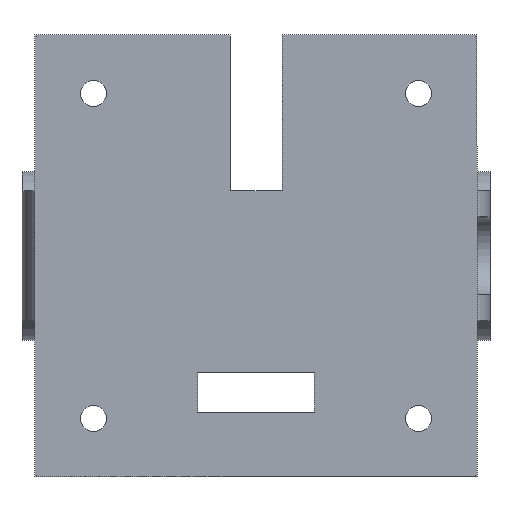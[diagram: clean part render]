
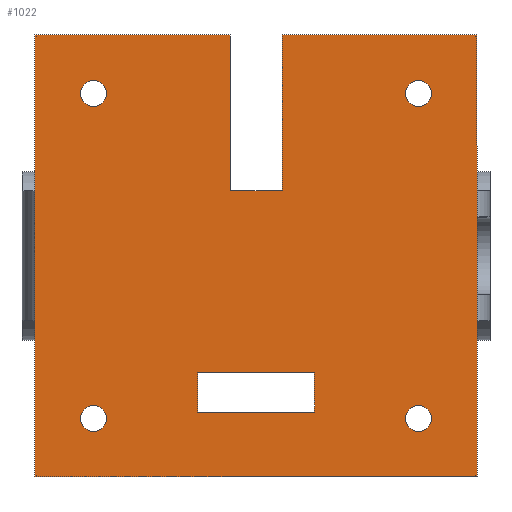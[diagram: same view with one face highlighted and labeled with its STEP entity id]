
A CAD part, left-side view. The second image highlights one B-rep face of the part: STEP entity #1022.
In plain terms, the highlighted planar face has unit normal (-1, 0, 0).
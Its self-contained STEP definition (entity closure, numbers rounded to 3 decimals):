
#33=FACE_BOUND('',#187,.T.);
#34=FACE_BOUND('',#188,.T.);
#35=FACE_BOUND('',#189,.T.);
#36=FACE_BOUND('',#190,.T.);
#37=FACE_BOUND('',#191,.T.);
#38=FACE_BOUND('',#192,.T.);
#74=PLANE('',#1113);
#187=EDGE_LOOP('',(#896));
#188=EDGE_LOOP('',(#897));
#189=EDGE_LOOP('',(#898));
#190=EDGE_LOOP('',(#899));
#191=EDGE_LOOP('',(#900,#901,#902,#903));
#192=EDGE_LOOP('',(#904,#905,#906,#907,#908,#909,#910,#911));
#265=LINE('',#1625,#366);
#268=LINE('',#1630,#369);
#285=LINE('',#1665,#386);
#288=LINE('',#1670,#389);
#289=LINE('',#1673,#390);
#291=LINE('',#1676,#392);
#293=LINE('',#1687,#394);
#296=LINE('',#1692,#397);
#297=LINE('',#1695,#398);
#299=LINE('',#1699,#400);
#301=LINE('',#1702,#402);
#302=LINE('',#1704,#403);
#366=VECTOR('',#1311,3.);
#369=VECTOR('',#1316,9.);
#386=VECTOR('',#1341,15.);
#389=VECTOR('',#1346,12.);
#390=VECTOR('',#1349,9.);
#392=VECTOR('',#1353,3.);
#394=VECTOR('',#1365,12.);
#397=VECTOR('',#1370,15.);
#398=VECTOR('',#1373,34.);
#400=VECTOR('',#1377,34.);
#402=VECTOR('',#1381,34.);
#403=VECTOR('',#1384,4.);
#431=CIRCLE('',#1081,1.);
#433=CIRCLE('',#1084,1.);
#435=CIRCLE('',#1087,1.);
#437=CIRCLE('',#1090,1.);
#498=VERTEX_POINT('',#1580);
#500=VERTEX_POINT('',#1585);
#502=VERTEX_POINT('',#1590);
#504=VERTEX_POINT('',#1595);
#513=VERTEX_POINT('',#1622);
#514=VERTEX_POINT('',#1624);
#515=VERTEX_POINT('',#1628);
#528=VERTEX_POINT('',#1662);
#529=VERTEX_POINT('',#1664);
#530=VERTEX_POINT('',#1668);
#531=VERTEX_POINT('',#1672);
#534=VERTEX_POINT('',#1684);
#535=VERTEX_POINT('',#1686);
#536=VERTEX_POINT('',#1690);
#537=VERTEX_POINT('',#1694);
#538=VERTEX_POINT('',#1698);
#615=EDGE_CURVE('',#498,#498,#431,.T.);
#617=EDGE_CURVE('',#500,#500,#433,.T.);
#619=EDGE_CURVE('',#502,#502,#435,.T.);
#621=EDGE_CURVE('',#504,#504,#437,.T.);
#635=EDGE_CURVE('',#514,#513,#265,.T.);
#638=EDGE_CURVE('',#513,#515,#268,.T.);
#655=EDGE_CURVE('',#528,#529,#285,.T.);
#658=EDGE_CURVE('',#528,#530,#288,.T.);
#659=EDGE_CURVE('',#531,#514,#289,.T.);
#661=EDGE_CURVE('',#515,#531,#291,.T.);
#666=EDGE_CURVE('',#535,#534,#293,.T.);
#669=EDGE_CURVE('',#536,#534,#296,.T.);
#670=EDGE_CURVE('',#537,#536,#297,.T.);
#672=EDGE_CURVE('',#538,#537,#299,.T.);
#674=EDGE_CURVE('',#529,#538,#301,.T.);
#675=EDGE_CURVE('',#530,#535,#302,.T.);
#896=ORIENTED_EDGE('',*,*,#615,.T.);
#897=ORIENTED_EDGE('',*,*,#617,.T.);
#898=ORIENTED_EDGE('',*,*,#619,.T.);
#899=ORIENTED_EDGE('',*,*,#621,.T.);
#900=ORIENTED_EDGE('',*,*,#638,.T.);
#901=ORIENTED_EDGE('',*,*,#661,.T.);
#902=ORIENTED_EDGE('',*,*,#659,.T.);
#903=ORIENTED_EDGE('',*,*,#635,.T.);
#904=ORIENTED_EDGE('',*,*,#666,.T.);
#905=ORIENTED_EDGE('',*,*,#669,.F.);
#906=ORIENTED_EDGE('',*,*,#670,.F.);
#907=ORIENTED_EDGE('',*,*,#672,.F.);
#908=ORIENTED_EDGE('',*,*,#674,.F.);
#909=ORIENTED_EDGE('',*,*,#655,.F.);
#910=ORIENTED_EDGE('',*,*,#658,.T.);
#911=ORIENTED_EDGE('',*,*,#675,.T.);
#1022=ADVANCED_FACE('',(#33,#34,#35,#36,#37,#38),#74,.F.);
#1081=AXIS2_PLACEMENT_3D('',#1581,#1268,#1269);
#1084=AXIS2_PLACEMENT_3D('',#1586,#1274,#1275);
#1087=AXIS2_PLACEMENT_3D('',#1591,#1280,#1281);
#1090=AXIS2_PLACEMENT_3D('',#1596,#1286,#1287);
#1113=AXIS2_PLACEMENT_3D('',#1703,#1382,#1383);
#1268=DIRECTION('center_axis',(1.,0.,0.));
#1269=DIRECTION('ref_axis',(0.,0.,-1.));
#1274=DIRECTION('center_axis',(1.,0.,0.));
#1275=DIRECTION('ref_axis',(0.,0.,-1.));
#1280=DIRECTION('center_axis',(1.,0.,0.));
#1281=DIRECTION('ref_axis',(0.,0.,-1.));
#1286=DIRECTION('center_axis',(1.,0.,0.));
#1287=DIRECTION('ref_axis',(0.,0.,-1.));
#1311=DIRECTION('',(0.,0.,1.));
#1316=DIRECTION('',(0.,-1.,0.));
#1341=DIRECTION('',(0.,-1.,0.));
#1346=DIRECTION('',(0.,0.,-1.));
#1349=DIRECTION('',(0.,1.,0.));
#1353=DIRECTION('',(0.,0.,-1.));
#1365=DIRECTION('',(0.,0.,1.));
#1370=DIRECTION('',(0.,-1.,0.));
#1373=DIRECTION('',(0.,0.,1.));
#1377=DIRECTION('',(0.,1.,0.));
#1381=DIRECTION('',(0.,0.,-1.));
#1382=DIRECTION('center_axis',(1.,0.,0.));
#1383=DIRECTION('ref_axis',(0.,0.,-1.));
#1384=DIRECTION('',(0.,1.,0.));
#1580=CARTESIAN_POINT('',(-1.5,5.5,18.5));
#1581=CARTESIAN_POINT('Origin',(-1.5,5.5,17.5));
#1585=CARTESIAN_POINT('',(-1.5,5.5,-6.5));
#1586=CARTESIAN_POINT('Origin',(-1.5,5.5,-7.5));
#1590=CARTESIAN_POINT('',(-1.5,30.5,18.5));
#1591=CARTESIAN_POINT('Origin',(-1.5,30.5,17.5));
#1595=CARTESIAN_POINT('',(-1.5,30.5,-6.5));
#1596=CARTESIAN_POINT('Origin',(-1.5,30.5,-7.5));
#1622=CARTESIAN_POINT('',(-1.5,22.5,-4.));
#1624=CARTESIAN_POINT('',(-1.5,22.5,-7.));
#1625=CARTESIAN_POINT('',(-1.5,22.5,-1.));
#1628=CARTESIAN_POINT('',(-1.5,13.5,-4.));
#1630=CARTESIAN_POINT('',(-1.5,20.25,-4.));
#1662=CARTESIAN_POINT('',(-1.5,16.,22.));
#1664=CARTESIAN_POINT('',(-1.5,1.,22.));
#1665=CARTESIAN_POINT('',(-1.5,35.,22.));
#1668=CARTESIAN_POINT('',(-1.5,16.,10.));
#1670=CARTESIAN_POINT('',(-1.5,16.,14.261));
#1672=CARTESIAN_POINT('',(-1.5,13.5,-7.));
#1673=CARTESIAN_POINT('',(-1.5,15.75,-7.));
#1676=CARTESIAN_POINT('',(-1.5,13.5,0.5));
#1684=CARTESIAN_POINT('',(-1.5,20.,22.));
#1686=CARTESIAN_POINT('',(-1.5,20.,10.));
#1687=CARTESIAN_POINT('',(-1.5,20.,7.5));
#1690=CARTESIAN_POINT('',(-1.5,35.,22.));
#1692=CARTESIAN_POINT('',(-1.5,35.,22.));
#1694=CARTESIAN_POINT('',(-1.5,35.,-12.));
#1695=CARTESIAN_POINT('',(-1.5,35.,-12.));
#1698=CARTESIAN_POINT('',(-1.5,1.,-12.));
#1699=CARTESIAN_POINT('',(-1.5,1.,-12.));
#1702=CARTESIAN_POINT('',(-1.5,1.,22.));
#1703=CARTESIAN_POINT('Origin',(-1.5,18.,5.));
#1704=CARTESIAN_POINT('',(-1.5,17.,10.));
